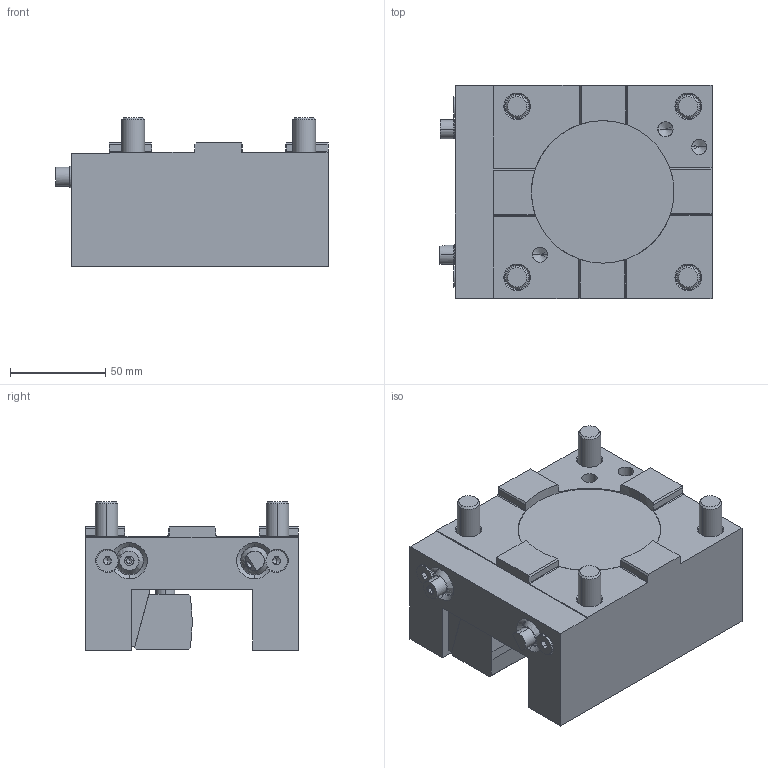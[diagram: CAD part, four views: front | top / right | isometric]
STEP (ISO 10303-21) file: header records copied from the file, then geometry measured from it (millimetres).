
FILE_DESCRIPTION (( 'STEP AP203' ), '1' );
FILE_NAME ('04-1158.STEP', '2023-11-21T17:05:02', ( '' ), ( '' ), 'SwSTEP 2.0', 'SolidWorks 2022', '' );
FILE_SCHEMA (( 'CONFIG_CONTROL_DESIGN' ));
Length unit declared in the file: inch
Products named in the file (1): 04-1158
Bounding box: 143.11 x 112 x 78 mm (x, y, z)
Surface area: 130161 mm2 (no closed solid volume)
Topology: 0 solids, 20 shells, 515 faces, 1277 edges, 766 vertices
Faces by surface type: plane 238, cylinder 139, cone 118, bspline 20
Entity records: 16081 total; most frequent: CARTESIAN_POINT 4084, DIRECTION 2540, ORIENTED_EDGE 2395, EDGE_CURVE 1227, AXIS2_PLACEMENT_3D 932, VERTEX_POINT 766, LINE 676, VECTOR 676
